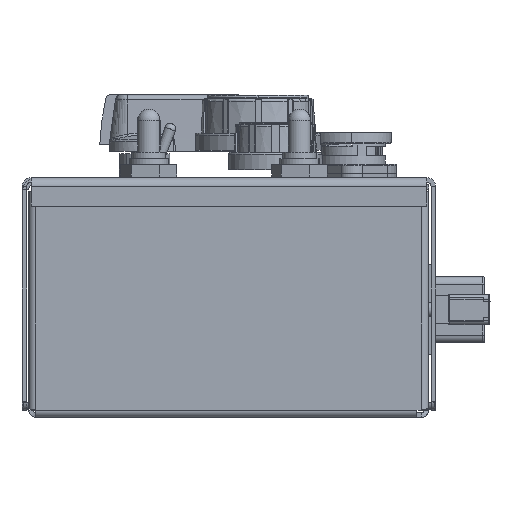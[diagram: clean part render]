
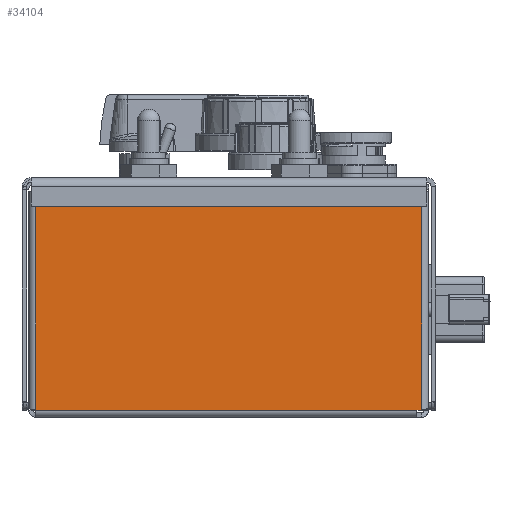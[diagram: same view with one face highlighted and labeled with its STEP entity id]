
A CAD part, left-side view. The second image highlights one B-rep face of the part: STEP entity #34104.
In plain terms, the highlighted planar face has unit normal (-1, 0, 0).
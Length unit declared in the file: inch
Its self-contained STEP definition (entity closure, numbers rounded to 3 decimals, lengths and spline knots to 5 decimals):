
#314 = CARTESIAN_POINT ( 'NONE',  ( -0.0273, 0.0652, -0.12145 ) ) ;
#3295 = VECTOR ( 'NONE', #51311, 39.37008 ) ;
#4185 = EDGE_CURVE ( 'NONE', #34491, #33111, #8999, .T. ) ;
#5894 = VECTOR ( 'NONE', #8914, 39.37008 ) ;
#5977 = DIRECTION ( 'NONE',  ( 0., 0., 1. ) ) ;
#6432 = CARTESIAN_POINT ( 'NONE',  ( -0.0273, 2.6277, -3.11625 ) ) ;
#8358 = CARTESIAN_POINT ( 'NONE',  ( -0.0273, 5.1902, -0.12145 ) ) ;
#8914 = DIRECTION ( 'NONE',  ( 0., 0., 1. ) ) ;
#8999 = LINE ( 'NONE', #30555, #18142 ) ;
#9858 = EDGE_LOOP ( 'NONE', ( #30714, #49220, #27123, #30669, #26709 ) ) ;
#11196 = DIRECTION ( 'NONE',  ( 0., 0., -1. ) ) ;
#11516 = EDGE_CURVE ( 'NONE', #39370, #33111, #50187, .T. ) ;
#11758 = CARTESIAN_POINT ( 'NONE',  ( -0.0273, 2.6277, -3.02645 ) ) ;
#13716 = LINE ( 'NONE', #18153, #3295 ) ;
#14778 = AXIS2_PLACEMENT_3D ( 'NONE', #6432, #32201, #11196 ) ;
#17271 = EDGE_CURVE ( 'NONE', #34491, #25827, #40124, .T. ) ;
#18142 = VECTOR ( 'NONE', #26074, 39.37008 ) ;
#18153 = CARTESIAN_POINT ( 'NONE',  ( -0.0273, 0.1302, -0.12145 ) ) ;
#19759 = VECTOR ( 'NONE', #54129, 39.37008 ) ;
#25012 = CARTESIAN_POINT ( 'NONE',  ( -0.0273, 5.1902, -3.02645 ) ) ;
#25720 = CARTESIAN_POINT ( 'NONE',  ( -0.0273, 0.1302, -3.02645 ) ) ;
#25827 = VERTEX_POINT ( 'NONE', #314 ) ;
#26074 = DIRECTION ( 'NONE',  ( 0., 1., 0. ) ) ;
#26709 = ORIENTED_EDGE ( 'NONE', *, *, #47359, .F. ) ;
#27123 = ORIENTED_EDGE ( 'NONE', *, *, #4185, .F. ) ;
#28475 = CARTESIAN_POINT ( 'NONE',  ( -0.0273, 5.1902, -0.12145 ) ) ;
#30555 = CARTESIAN_POINT ( 'NONE',  ( -0.0273, 0.0652, -3.02645 ) ) ;
#30669 = ORIENTED_EDGE ( 'NONE', *, *, #17271, .T. ) ;
#30714 = ORIENTED_EDGE ( 'NONE', *, *, #45265, .F. ) ;
#32201 = DIRECTION ( 'NONE',  ( -1., 0., 0. ) ) ;
#32473 = FACE_OUTER_BOUND ( 'NONE', #9858, .T. ) ;
#33111 = VERTEX_POINT ( 'NONE', #25720 ) ;
#34104 = ADVANCED_FACE ( 'NONE', ( #32473 ), #49618, .T. ) ;
#34491 = VERTEX_POINT ( 'NONE', #40942 ) ;
#39370 = VERTEX_POINT ( 'NONE', #25012 ) ;
#40124 = LINE ( 'NONE', #43528, #44257 ) ;
#40942 = CARTESIAN_POINT ( 'NONE',  ( -0.0273, 0.0652, -3.02645 ) ) ;
#43528 = CARTESIAN_POINT ( 'NONE',  ( -0.0273, 0.0652, -3.02645 ) ) ;
#44257 = VECTOR ( 'NONE', #5977, 39.37008 ) ;
#45265 = EDGE_CURVE ( 'NONE', #39370, #46390, #52103, .T. ) ;
#46390 = VERTEX_POINT ( 'NONE', #28475 ) ;
#47359 = EDGE_CURVE ( 'NONE', #46390, #25827, #13716, .T. ) ;
#49220 = ORIENTED_EDGE ( 'NONE', *, *, #11516, .T. ) ;
#49618 = PLANE ( 'NONE',  #14778 ) ;
#50187 = LINE ( 'NONE', #11758, #19759 ) ;
#51311 = DIRECTION ( 'NONE',  ( 0., -1., 0. ) ) ;
#52103 = LINE ( 'NONE', #8358, #5894 ) ;
#54129 = DIRECTION ( 'NONE',  ( 0., -1., 0. ) ) ;
